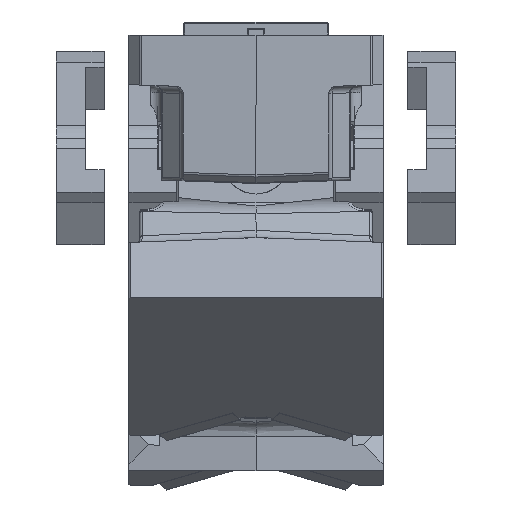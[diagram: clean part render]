
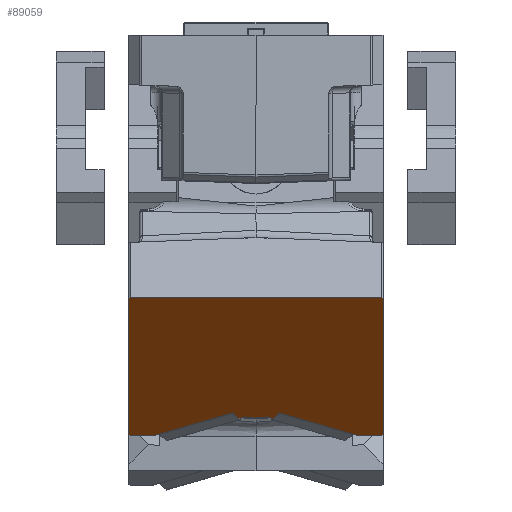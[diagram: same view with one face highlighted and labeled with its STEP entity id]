
A CAD part, left-side view. The second image highlights one B-rep face of the part: STEP entity #89059.
In plain terms, the highlighted planar face has unit normal (-0.5, 0, -0.866).
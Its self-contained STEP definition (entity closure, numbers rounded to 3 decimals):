
#83715=CARTESIAN_POINT('Vertex',(59.215,-11.722,-68.829)) ;
#83718=CARTESIAN_POINT('Axis2P3D Location',(71.603,-7.205,-75.981)) ;
#83722=CARTESIAN_POINT('Vertex',(58.612,-7.205,-68.481)) ;
#83794=CARTESIAN_POINT('Vertex',(58.612,7.205,-68.481)) ;
#83797=CARTESIAN_POINT('Axis2P3D Location',(71.603,7.205,-75.981)) ;
#83801=CARTESIAN_POINT('Vertex',(59.215,11.722,-68.829)) ;
#88927=CARTESIAN_POINT('Vertex',(80.263,70.526,-80.981)) ;
#88930=CARTESIAN_POINT('Line Origine',(80.263,78.513,-80.981)) ;
#88934=CARTESIAN_POINT('Vertex',(80.263,86.5,-80.981)) ;
#88951=CARTESIAN_POINT('Axis2P3D Location',(80.263,0.,-80.981)) ;
#88956=CARTESIAN_POINT('Line Origine',(58.612,0.,-68.481)) ;
#88961=CARTESIAN_POINT('Line Origine',(56.082,-13.811,-67.02)) ;
#88965=CARTESIAN_POINT('Vertex',(52.95,-15.899,-65.212)) ;
#88968=CARTESIAN_POINT('Line Origine',(66.606,-43.212,-73.096)) ;
#88972=CARTESIAN_POINT('Vertex',(80.263,-70.526,-80.981)) ;
#88975=CARTESIAN_POINT('Line Origine',(80.263,-78.513,-80.981)) ;
#88979=CARTESIAN_POINT('Vertex',(80.263,-86.5,-80.981)) ;
#88982=CARTESIAN_POINT('Line Origine',(79.83,-87.,-80.731)) ;
#88986=CARTESIAN_POINT('Vertex',(79.397,-87.5,-80.481)) ;
#88989=CARTESIAN_POINT('Line Origine',(-2.01,-87.5,-33.481)) ;
#88993=CARTESIAN_POINT('Vertex',(-83.416,-87.5,13.519)) ;
#88996=CARTESIAN_POINT('Line Origine',(-83.849,-87.,13.769)) ;
#89000=CARTESIAN_POINT('Vertex',(-84.282,-86.5,14.019)) ;
#89003=CARTESIAN_POINT('Line Origine',(-84.282,0.,14.019)) ;
#89007=CARTESIAN_POINT('Vertex',(-84.282,86.5,14.019)) ;
#89010=CARTESIAN_POINT('Line Origine',(-83.849,87.,13.769)) ;
#89014=CARTESIAN_POINT('Vertex',(-83.416,87.5,13.519)) ;
#89017=CARTESIAN_POINT('Line Origine',(-2.01,87.5,-33.481)) ;
#89021=CARTESIAN_POINT('Vertex',(79.397,87.5,-80.481)) ;
#89024=CARTESIAN_POINT('Line Origine',(79.83,87.,-80.731)) ;
#89029=CARTESIAN_POINT('Line Origine',(66.606,43.212,-73.096)) ;
#89033=CARTESIAN_POINT('Vertex',(52.95,15.899,-65.212)) ;
#89036=CARTESIAN_POINT('Line Origine',(56.082,13.811,-67.02)) ;
#88932=VECTOR('Line Direction',#88931,1.) ;
#88958=VECTOR('Line Direction',#88957,1.) ;
#88963=VECTOR('Line Direction',#88962,1.) ;
#88970=VECTOR('Line Direction',#88969,1.) ;
#88977=VECTOR('Line Direction',#88976,1.) ;
#88984=VECTOR('Line Direction',#88983,1.) ;
#88991=VECTOR('Line Direction',#88990,1.) ;
#88998=VECTOR('Line Direction',#88997,1.) ;
#89005=VECTOR('Line Direction',#89004,1.) ;
#89012=VECTOR('Line Direction',#89011,1.) ;
#89019=VECTOR('Line Direction',#89018,1.) ;
#89026=VECTOR('Line Direction',#89025,1.) ;
#89031=VECTOR('Line Direction',#89030,1.) ;
#89038=VECTOR('Line Direction',#89037,1.) ;
#83719=DIRECTION('Axis2P3D Direction',(-0.5,0.,-0.866)) ;
#83798=DIRECTION('Axis2P3D Direction',(0.5,0.,0.866)) ;
#88931=DIRECTION('Vector Direction',(0.,-1.,0.)) ;
#88952=DIRECTION('Axis2P3D Direction',(0.5,0.,0.866)) ;
#88953=DIRECTION('Axis2P3D XDirection',(-0.866,0.,0.5)) ;
#88957=DIRECTION('Vector Direction',(0.,-1.,0.)) ;
#88962=DIRECTION('Vector Direction',(-0.75,-0.5,0.433)) ;
#88969=DIRECTION('Vector Direction',(-0.433,0.866,0.25)) ;
#88976=DIRECTION('Vector Direction',(0.,-1.,0.)) ;
#88983=DIRECTION('Vector Direction',(-0.612,-0.707,0.354)) ;
#88990=DIRECTION('Vector Direction',(-0.866,0.,0.5)) ;
#88997=DIRECTION('Vector Direction',(-0.612,0.707,0.354)) ;
#89004=DIRECTION('Vector Direction',(0.,-1.,0.)) ;
#89011=DIRECTION('Vector Direction',(0.612,0.707,-0.354)) ;
#89018=DIRECTION('Vector Direction',(-0.866,0.,0.5)) ;
#89025=DIRECTION('Vector Direction',(-0.612,0.707,0.354)) ;
#89030=DIRECTION('Vector Direction',(-0.433,-0.866,0.25)) ;
#89037=DIRECTION('Vector Direction',(-0.75,0.5,0.433)) ;
#83720=AXIS2_PLACEMENT_3D('Circle Axis2P3D',#83718,#83719,$) ;
#83799=AXIS2_PLACEMENT_3D('Circle Axis2P3D',#83797,#83798,$) ;
#88954=AXIS2_PLACEMENT_3D('Plane Axis2P3D',#88951,#88952,#88953) ;
#88933=LINE('Line',#88930,#88932) ;
#88959=LINE('Line',#88956,#88958) ;
#88964=LINE('Line',#88961,#88963) ;
#88971=LINE('Line',#88968,#88970) ;
#88978=LINE('Line',#88975,#88977) ;
#88985=LINE('Line',#88982,#88984) ;
#88992=LINE('Line',#88989,#88991) ;
#88999=LINE('Line',#88996,#88998) ;
#89006=LINE('Line',#89003,#89005) ;
#89013=LINE('Line',#89010,#89012) ;
#89020=LINE('Line',#89017,#89019) ;
#89027=LINE('Line',#89024,#89026) ;
#89032=LINE('Line',#89029,#89031) ;
#89039=LINE('Line',#89036,#89038) ;
#83721=CIRCLE('generated circle',#83720,15.) ;
#83800=CIRCLE('generated circle',#83799,15.) ;
#88955=PLANE('',#88954) ;
#83724=EDGE_CURVE('',#83723,#83716,#83721,.F.) ;
#83803=EDGE_CURVE('',#83802,#83795,#83800,.T.) ;
#88936=EDGE_CURVE('',#88935,#88928,#88933,.T.) ;
#88960=EDGE_CURVE('',#83795,#83723,#88959,.T.) ;
#88967=EDGE_CURVE('',#83716,#88966,#88964,.T.) ;
#88974=EDGE_CURVE('',#88973,#88966,#88971,.T.) ;
#88981=EDGE_CURVE('',#88973,#88980,#88978,.T.) ;
#88988=EDGE_CURVE('',#88987,#88980,#88985,.F.) ;
#88995=EDGE_CURVE('',#88987,#88994,#88992,.T.) ;
#89002=EDGE_CURVE('',#89001,#88994,#88999,.F.) ;
#89009=EDGE_CURVE('',#89008,#89001,#89006,.T.) ;
#89016=EDGE_CURVE('',#89015,#89008,#89013,.F.) ;
#89023=EDGE_CURVE('',#89022,#89015,#89020,.T.) ;
#89028=EDGE_CURVE('',#88935,#89022,#89027,.T.) ;
#89035=EDGE_CURVE('',#88928,#89034,#89032,.T.) ;
#89040=EDGE_CURVE('',#83802,#89034,#89039,.T.) ;
#89042=ORIENTED_EDGE('',*,*,#83803,.T.) ;
#89043=ORIENTED_EDGE('',*,*,#88960,.T.) ;
#89044=ORIENTED_EDGE('',*,*,#83724,.T.) ;
#89045=ORIENTED_EDGE('',*,*,#88967,.T.) ;
#89046=ORIENTED_EDGE('',*,*,#88974,.F.) ;
#89047=ORIENTED_EDGE('',*,*,#88981,.T.) ;
#89048=ORIENTED_EDGE('',*,*,#88988,.F.) ;
#89049=ORIENTED_EDGE('',*,*,#88995,.T.) ;
#89050=ORIENTED_EDGE('',*,*,#89002,.F.) ;
#89051=ORIENTED_EDGE('',*,*,#89009,.F.) ;
#89052=ORIENTED_EDGE('',*,*,#89016,.F.) ;
#89053=ORIENTED_EDGE('',*,*,#89023,.F.) ;
#89054=ORIENTED_EDGE('',*,*,#89028,.F.) ;
#89055=ORIENTED_EDGE('',*,*,#88936,.T.) ;
#89056=ORIENTED_EDGE('',*,*,#89035,.T.) ;
#89057=ORIENTED_EDGE('',*,*,#89040,.F.) ;
#89041=EDGE_LOOP('',(#89042,#89043,#89044,#89045,#89046,#89047,#89048,#89049,#89050,#89051,#89052,#89053,#89054,#89055,#89056,#89057)) ;
#83716=VERTEX_POINT('',#83715) ;
#83723=VERTEX_POINT('',#83722) ;
#83795=VERTEX_POINT('',#83794) ;
#83802=VERTEX_POINT('',#83801) ;
#88928=VERTEX_POINT('',#88927) ;
#88935=VERTEX_POINT('',#88934) ;
#88966=VERTEX_POINT('',#88965) ;
#88973=VERTEX_POINT('',#88972) ;
#88980=VERTEX_POINT('',#88979) ;
#88987=VERTEX_POINT('',#88986) ;
#88994=VERTEX_POINT('',#88993) ;
#89001=VERTEX_POINT('',#89000) ;
#89008=VERTEX_POINT('',#89007) ;
#89015=VERTEX_POINT('',#89014) ;
#89022=VERTEX_POINT('',#89021) ;
#89034=VERTEX_POINT('',#89033) ;
#89059=ADVANCED_FACE('CAM_SLIDER',(#89058),#88955,.F.) ;
#89058=FACE_OUTER_BOUND('',#89041,.T.) ;
